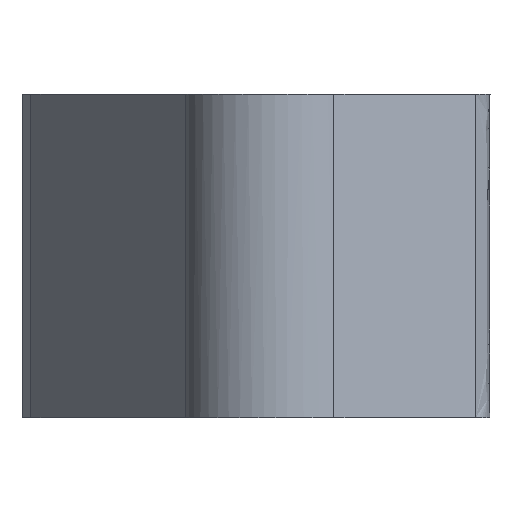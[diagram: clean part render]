
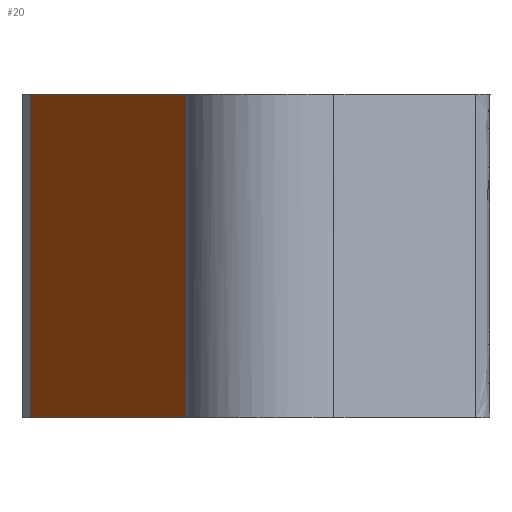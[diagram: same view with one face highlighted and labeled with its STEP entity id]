
A CAD part, left-side view. The second image highlights one B-rep face of the part: STEP entity #20.
In plain terms, the highlighted planar face has unit normal (-0.242, 0.97, 0).
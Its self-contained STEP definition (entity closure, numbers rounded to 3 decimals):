
#20=ADVANCED_FACE('',(#90),#1050,.T.);
#90=FACE_OUTER_BOUND('',#160,.T.);
#160=EDGE_LOOP('',(#269,#270,#271,#272));
#269=ORIENTED_EDGE('',*,*,#597,.F.);
#270=ORIENTED_EDGE('',*,*,#598,.F.);
#271=ORIENTED_EDGE('',*,*,#600,.F.);
#272=ORIENTED_EDGE('',*,*,#599,.F.);
#597=EDGE_CURVE('',#930,#931,#747,.T.);
#598=EDGE_CURVE('',#929,#930,#885,.T.);
#599=EDGE_CURVE('',#931,#932,#886,.T.);
#600=EDGE_CURVE('',#932,#929,#748,.T.);
#747=B_SPLINE_CURVE_WITH_KNOTS('',1,(#2063,#2064),.UNSPECIFIED.,.F.,.F.,
(2,2),(-26.188,13.299),.UNSPECIFIED.);
#748=B_SPLINE_CURVE_WITH_KNOTS('',1,(#2069,#2070),.UNSPECIFIED.,.F.,.F.,
(2,2),(-13.299,26.188),.UNSPECIFIED.);
#885=(
BOUNDED_CURVE()
B_SPLINE_CURVE(1,(#2065,#2066),.UNSPECIFIED.,.F.,.F.)
B_SPLINE_CURVE_WITH_KNOTS((2,2),(0.,20.),.UNSPECIFIED.)
CURVE()
GEOMETRIC_REPRESENTATION_ITEM()
RATIONAL_B_SPLINE_CURVE((1.,1.))
REPRESENTATION_ITEM('')
);
#886=(
BOUNDED_CURVE()
B_SPLINE_CURVE(1,(#2067,#2068),.UNSPECIFIED.,.F.,.F.)
B_SPLINE_CURVE_WITH_KNOTS((2,2),(-20.,0.),
 .UNSPECIFIED.)
CURVE()
GEOMETRIC_REPRESENTATION_ITEM()
RATIONAL_B_SPLINE_CURVE((1.,1.))
REPRESENTATION_ITEM('')
);
#929=VERTEX_POINT('',#1871);
#930=VERTEX_POINT('',#1872);
#931=VERTEX_POINT('',#1873);
#932=VERTEX_POINT('',#1874);
#1050=PLANE('',#1112);
#1112=AXIS2_PLACEMENT_3D('',#1202,#1157,$);
#1157=DIRECTION('',(-0.242,0.97,0.));
#1202=CARTESIAN_POINT('',(-5.08,-0.624,-10.));
#1871=CARTESIAN_POINT('',(-5.08,-0.624,-10.));
#1872=CARTESIAN_POINT('',(-5.08,-0.624,10.));
#1873=CARTESIAN_POINT('',(-43.395,-10.177,10.));
#1874=CARTESIAN_POINT('',(-43.395,-10.177,-10.));
#2063=CARTESIAN_POINT('',(-5.08,-0.624,10.));
#2064=CARTESIAN_POINT('',(-43.395,-10.177,10.));
#2065=CARTESIAN_POINT('',(-5.08,-0.624,-10.));
#2066=CARTESIAN_POINT('',(-5.08,-0.624,10.));
#2067=CARTESIAN_POINT('',(-43.395,-10.177,10.));
#2068=CARTESIAN_POINT('',(-43.395,-10.177,-10.));
#2069=CARTESIAN_POINT('',(-43.395,-10.177,-10.));
#2070=CARTESIAN_POINT('',(-5.08,-0.624,-10.));
